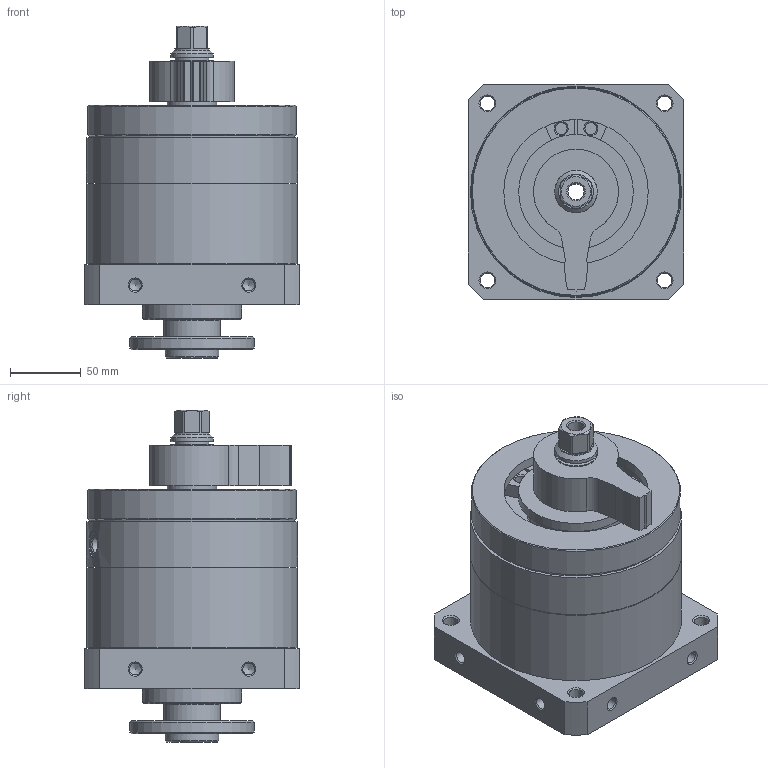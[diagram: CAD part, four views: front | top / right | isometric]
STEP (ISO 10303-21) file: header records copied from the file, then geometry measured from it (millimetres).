
FILE_DESCRIPTION(/* description */ ('STEP AP214'),/* implementation_level */ '2;1');
FILE_NAME(/* name */ '1145133_DSM-T-63-270-FW-A-B',/* time_stamp */ '2024-08-21T19:48:36+02:00',/* author */ ('License CC BY-ND 4.0'),/* organization */ ('CADENAS'),/* preprocessor_version */ 'ST-DEVELOPER v19.3',/* originating_system */ 'PARTsolutions',/* authorisation */ ' ');
FILE_SCHEMA (('AUTOMOTIVE_DESIGN {1 0 10303 214 3 1 1}'));
Length unit declared in the file: millimetre
Products named in the file (4): 1145133 DSM-T-63-270-FW-A-B--(0); 552084 DSM-63-270-FW-A-B_G---(T); 714510 DSM-63_NS; 552084 DSM-63-270-FW-A-B_K---(T)
Assembly tree (4 placements, depth 2):
  1145133 DSM-T-63-270-FW-A-B--(0)
    552084 DSM-63-270-FW-A-B_G---(T)
    714510 DSM-63_NS  x2
    552084 DSM-63-270-FW-A-B_K---(T)
Bounding box: 152 x 152 x 234.4 mm (x, y, z)
Volume: 2330991.9 mm3; surface area: 293776 mm2
Topology: 4 solids, 4 shells, 211 faces, 479 edges, 301 vertices
Faces by surface type: plane 78, cylinder 75, cone 56, torus 2
Full cylindrical faces by diameter (mm): 3.6 x2, 6.647 x4, 8.376 x8, 10.106 x4, 11.445 x3, 12 x4, 19 x2, 24 x1, 24.6 x1, 30 x2, 30.1 x1, 35 x2, 38 x1, 40 x1, 69 x1, 70 x1, 81 x1, 88 x1, 102 x1, 116 x1, 129 x2, 144.6 x1, 147.6 x1, 149 x2
Entity records: 5109 total; most frequent: DIRECTION 921, CARTESIAN_POINT 871, ORIENTED_EDGE 650, AXIS2_PLACEMENT_3D 403, FACE_BOUND 364, EDGE_LOOP 358, EDGE_CURVE 325, VERTEX_POINT 269
